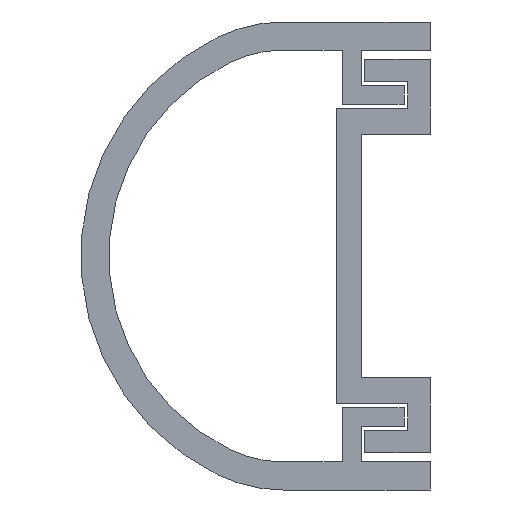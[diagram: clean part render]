
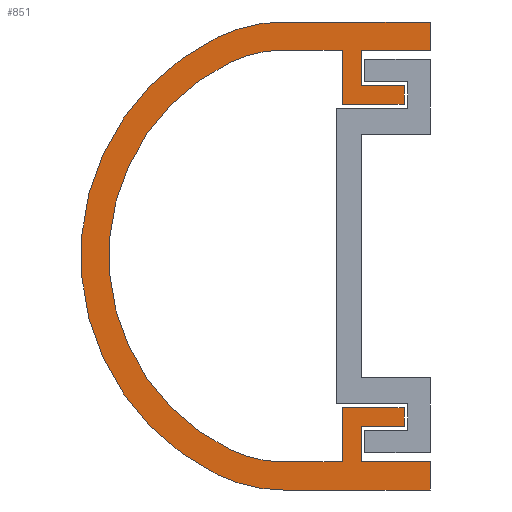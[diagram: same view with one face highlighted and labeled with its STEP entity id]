
A CAD part, left-side view. The second image highlights one B-rep face of the part: STEP entity #851.
In plain terms, the highlighted planar face has unit normal (-1, 0, 0).
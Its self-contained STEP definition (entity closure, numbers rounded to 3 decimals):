
#15=CIRCLE('',#898,11.5);
#17=CIRCLE('',#901,6.5);
#19=CIRCLE('',#904,6.5);
#21=CIRCLE('',#916,8.);
#23=CIRCLE('',#919,13.);
#25=CIRCLE('',#922,8.);
#69=FACE_OUTER_BOUND('',#113,.T.);
#113=EDGE_LOOP('',(#699,#700,#701,#702,#703,#704,#705,#706,#707,#708,#709,
#710,#711,#712,#713,#714,#715,#716,#717,#718,#719,#720,#721,#722));
#176=LINE('',#1282,#284);
#179=LINE('',#1288,#287);
#182=LINE('',#1294,#290);
#185=LINE('',#1300,#293);
#188=LINE('',#1306,#296);
#191=LINE('',#1312,#299);
#194=LINE('',#1318,#302);
#197=LINE('',#1324,#305);
#201=LINE('',#1330,#309);
#205=LINE('',#1351,#313);
#208=LINE('',#1357,#316);
#209=LINE('',#1359,#317);
#210=LINE('',#1361,#318);
#211=LINE('',#1363,#319);
#212=LINE('',#1365,#320);
#213=LINE('',#1367,#321);
#214=LINE('',#1369,#322);
#215=LINE('',#1370,#323);
#284=VECTOR('',#1046,10.);
#287=VECTOR('',#1051,10.);
#290=VECTOR('',#1056,10.);
#293=VECTOR('',#1061,10.);
#296=VECTOR('',#1066,10.);
#299=VECTOR('',#1071,10.);
#302=VECTOR('',#1076,10.);
#305=VECTOR('',#1081,10.);
#309=VECTOR('',#1087,10.);
#313=VECTOR('',#1111,10.);
#316=VECTOR('',#1116,10.);
#317=VECTOR('',#1117,10.);
#318=VECTOR('',#1118,10.);
#319=VECTOR('',#1119,10.);
#320=VECTOR('',#1120,10.);
#321=VECTOR('',#1121,10.);
#322=VECTOR('',#1122,10.);
#323=VECTOR('',#1123,10.);
#371=VERTEX_POINT('',#1257);
#372=VERTEX_POINT('',#1258);
#375=VERTEX_POINT('',#1266);
#377=VERTEX_POINT('',#1272);
#379=VERTEX_POINT('',#1278);
#381=VERTEX_POINT('',#1281);
#383=VERTEX_POINT('',#1287);
#385=VERTEX_POINT('',#1293);
#387=VERTEX_POINT('',#1299);
#389=VERTEX_POINT('',#1305);
#391=VERTEX_POINT('',#1311);
#393=VERTEX_POINT('',#1317);
#395=VERTEX_POINT('',#1323);
#397=VERTEX_POINT('',#1332);
#399=VERTEX_POINT('',#1338);
#401=VERTEX_POINT('',#1344);
#403=VERTEX_POINT('',#1350);
#405=VERTEX_POINT('',#1356);
#406=VERTEX_POINT('',#1358);
#407=VERTEX_POINT('',#1360);
#408=VERTEX_POINT('',#1362);
#409=VERTEX_POINT('',#1364);
#410=VERTEX_POINT('',#1366);
#411=VERTEX_POINT('',#1368);
#467=EDGE_CURVE('',#371,#372,#15,.T.);
#471=EDGE_CURVE('',#375,#371,#17,.T.);
#474=EDGE_CURVE('',#372,#377,#19,.T.);
#478=EDGE_CURVE('',#379,#381,#176,.T.);
#481=EDGE_CURVE('',#381,#383,#179,.T.);
#484=EDGE_CURVE('',#383,#385,#182,.T.);
#487=EDGE_CURVE('',#385,#387,#185,.T.);
#490=EDGE_CURVE('',#387,#389,#188,.T.);
#493=EDGE_CURVE('',#389,#391,#191,.T.);
#496=EDGE_CURVE('',#391,#393,#194,.T.);
#499=EDGE_CURVE('',#393,#395,#197,.T.);
#503=EDGE_CURVE('',#395,#377,#201,.T.);
#504=EDGE_CURVE('',#379,#397,#21,.T.);
#507=EDGE_CURVE('',#397,#399,#23,.T.);
#510=EDGE_CURVE('',#399,#401,#25,.T.);
#513=EDGE_CURVE('',#375,#403,#205,.T.);
#516=EDGE_CURVE('',#405,#401,#208,.T.);
#517=EDGE_CURVE('',#406,#405,#209,.T.);
#518=EDGE_CURVE('',#407,#406,#210,.T.);
#519=EDGE_CURVE('',#408,#407,#211,.T.);
#520=EDGE_CURVE('',#409,#408,#212,.T.);
#521=EDGE_CURVE('',#410,#409,#213,.T.);
#522=EDGE_CURVE('',#411,#410,#214,.T.);
#523=EDGE_CURVE('',#403,#411,#215,.T.);
#699=ORIENTED_EDGE('',*,*,#507,.T.);
#700=ORIENTED_EDGE('',*,*,#510,.T.);
#701=ORIENTED_EDGE('',*,*,#516,.F.);
#702=ORIENTED_EDGE('',*,*,#517,.F.);
#703=ORIENTED_EDGE('',*,*,#518,.F.);
#704=ORIENTED_EDGE('',*,*,#519,.F.);
#705=ORIENTED_EDGE('',*,*,#520,.F.);
#706=ORIENTED_EDGE('',*,*,#521,.F.);
#707=ORIENTED_EDGE('',*,*,#522,.F.);
#708=ORIENTED_EDGE('',*,*,#523,.F.);
#709=ORIENTED_EDGE('',*,*,#513,.F.);
#710=ORIENTED_EDGE('',*,*,#471,.T.);
#711=ORIENTED_EDGE('',*,*,#467,.T.);
#712=ORIENTED_EDGE('',*,*,#474,.T.);
#713=ORIENTED_EDGE('',*,*,#503,.F.);
#714=ORIENTED_EDGE('',*,*,#499,.F.);
#715=ORIENTED_EDGE('',*,*,#496,.F.);
#716=ORIENTED_EDGE('',*,*,#493,.F.);
#717=ORIENTED_EDGE('',*,*,#490,.F.);
#718=ORIENTED_EDGE('',*,*,#487,.F.);
#719=ORIENTED_EDGE('',*,*,#484,.F.);
#720=ORIENTED_EDGE('',*,*,#481,.F.);
#721=ORIENTED_EDGE('',*,*,#478,.F.);
#722=ORIENTED_EDGE('',*,*,#504,.T.);
#807=PLANE('',#925);
#851=ADVANCED_FACE('',(#69),#807,.F.);
#898=AXIS2_PLACEMENT_3D('',#1259,#1023,#1024);
#901=AXIS2_PLACEMENT_3D('',#1267,#1031,#1032);
#904=AXIS2_PLACEMENT_3D('',#1273,#1038,#1039);
#916=AXIS2_PLACEMENT_3D('',#1333,#1090,#1091);
#919=AXIS2_PLACEMENT_3D('',#1339,#1097,#1098);
#922=AXIS2_PLACEMENT_3D('',#1345,#1104,#1105);
#925=AXIS2_PLACEMENT_3D('',#1355,#1114,#1115);
#1023=DIRECTION('center_axis',(1.,0.,0.));
#1024=DIRECTION('ref_axis',(0.,-0.436,0.9));
#1031=DIRECTION('center_axis',(1.,0.,0.));
#1032=DIRECTION('ref_axis',(0.,0.,1.));
#1038=DIRECTION('center_axis',(1.,0.,0.));
#1039=DIRECTION('ref_axis',(0.,-0.436,-0.9));
#1046=DIRECTION('',(0.,-1.,0.));
#1051=DIRECTION('',(0.,0.,-1.));
#1056=DIRECTION('',(0.,1.,0.));
#1061=DIRECTION('',(0.,0.,-1.));
#1066=DIRECTION('',(0.,-1.,0.));
#1071=DIRECTION('',(0.,0.,-1.));
#1076=DIRECTION('',(0.,1.,0.));
#1081=DIRECTION('',(0.,0.,1.));
#1087=DIRECTION('',(0.,1.,0.));
#1090=DIRECTION('center_axis',(-1.,0.,0.));
#1091=DIRECTION('ref_axis',(0.,-0.436,-0.9));
#1097=DIRECTION('center_axis',(-1.,0.,0.));
#1098=DIRECTION('ref_axis',(0.,-0.436,0.9));
#1104=DIRECTION('center_axis',(-1.,0.,0.));
#1105=DIRECTION('ref_axis',(0.,0.,1.));
#1111=DIRECTION('',(0.,-1.,0.));
#1114=DIRECTION('center_axis',(1.,0.,0.));
#1115=DIRECTION('ref_axis',(0.,0.,-1.));
#1116=DIRECTION('',(0.,1.,0.));
#1117=DIRECTION('',(0.,0.,-1.));
#1118=DIRECTION('',(0.,-1.,0.));
#1119=DIRECTION('',(0.,0.,-1.));
#1120=DIRECTION('',(0.,1.,0.));
#1121=DIRECTION('',(0.,0.,-1.));
#1122=DIRECTION('',(0.,-1.,0.));
#1123=DIRECTION('',(0.,0.,1.));
#1257=CARTESIAN_POINT('',(0.,-1.82,-10.35));
#1258=CARTESIAN_POINT('',(0.,-1.82,10.35));
#1259=CARTESIAN_POINT('Origin',(0.,-6.833,0.));
#1266=CARTESIAN_POINT('',(0.,-4.654,-11.));
#1267=CARTESIAN_POINT('Origin',(0.,-4.654,-4.5));
#1272=CARTESIAN_POINT('',(0.,-4.654,11.));
#1273=CARTESIAN_POINT('Origin',(0.,-4.654,4.5));
#1278=CARTESIAN_POINT('',(0.,-4.654,12.5));
#1281=CARTESIAN_POINT('',(0.,-12.5,12.5));
#1282=CARTESIAN_POINT('',(0.,12.5,12.5));
#1287=CARTESIAN_POINT('',(0.,-12.5,11.));
#1288=CARTESIAN_POINT('',(0.,-12.5,12.5));
#1293=CARTESIAN_POINT('',(0.,-8.8,11.));
#1294=CARTESIAN_POINT('',(0.,-12.5,11.));
#1299=CARTESIAN_POINT('',(0.,-8.8,9.1));
#1300=CARTESIAN_POINT('',(0.,-8.8,11.));
#1305=CARTESIAN_POINT('',(0.,-11.1,9.1));
#1306=CARTESIAN_POINT('',(0.,-8.8,9.1));
#1311=CARTESIAN_POINT('',(0.,-11.1,8.1));
#1312=CARTESIAN_POINT('',(0.,-11.1,9.1));
#1317=CARTESIAN_POINT('',(0.,-7.8,8.1));
#1318=CARTESIAN_POINT('',(0.,-11.1,8.1));
#1323=CARTESIAN_POINT('',(0.,-7.8,11.));
#1324=CARTESIAN_POINT('',(0.,-7.8,8.1));
#1330=CARTESIAN_POINT('',(0.,-12.5,11.));
#1332=CARTESIAN_POINT('',(0.,-1.166,11.7));
#1333=CARTESIAN_POINT('Origin',(0.,-4.654,4.5));
#1338=CARTESIAN_POINT('',(0.,-1.166,-11.7));
#1339=CARTESIAN_POINT('Origin',(0.,-6.833,0.));
#1344=CARTESIAN_POINT('',(0.,-4.654,-12.5));
#1345=CARTESIAN_POINT('Origin',(0.,-4.654,-4.5));
#1350=CARTESIAN_POINT('',(0.,-7.8,-11.));
#1351=CARTESIAN_POINT('',(0.,11.,-11.));
#1355=CARTESIAN_POINT('Origin',(0.,0.,0.));
#1356=CARTESIAN_POINT('',(0.,-12.5,-12.5));
#1357=CARTESIAN_POINT('',(0.,-12.5,-12.5));
#1358=CARTESIAN_POINT('',(0.,-12.5,-11.));
#1359=CARTESIAN_POINT('',(0.,-12.5,12.5));
#1360=CARTESIAN_POINT('',(0.,-8.8,-11.));
#1361=CARTESIAN_POINT('',(0.,11.,-11.));
#1362=CARTESIAN_POINT('',(0.,-8.8,-9.1));
#1363=CARTESIAN_POINT('',(0.,-8.8,-8.1));
#1364=CARTESIAN_POINT('',(0.,-11.1,-9.1));
#1365=CARTESIAN_POINT('',(0.,-11.1,-9.1));
#1366=CARTESIAN_POINT('',(0.,-11.1,-8.1));
#1367=CARTESIAN_POINT('',(0.,-11.1,-8.1));
#1368=CARTESIAN_POINT('',(0.,-7.8,-8.1));
#1369=CARTESIAN_POINT('',(0.,-7.8,-8.1));
#1370=CARTESIAN_POINT('',(0.,-7.8,-11.));
